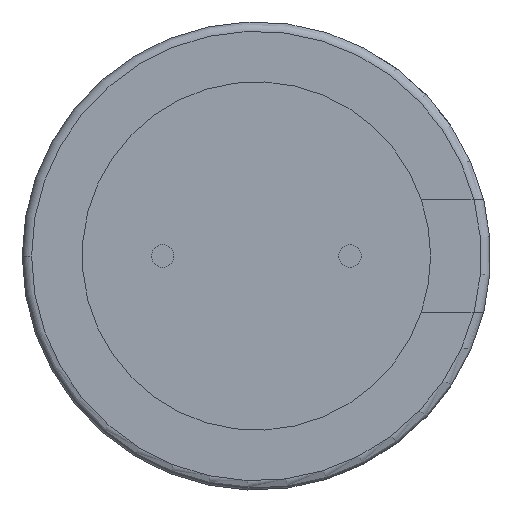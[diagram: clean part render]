
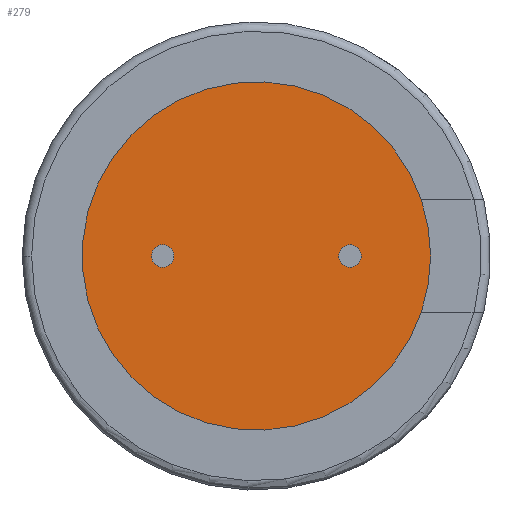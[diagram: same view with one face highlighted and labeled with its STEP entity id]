
A CAD part, front view. The second image highlights one B-rep face of the part: STEP entity #279.
In plain terms, the highlighted planar face has unit normal (0, -1, 0).
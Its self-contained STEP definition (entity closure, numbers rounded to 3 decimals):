
#5 = DIRECTION ( 'NONE',  ( 0., -1., 0. ) ) ;
#118 = AXIS2_PLACEMENT_3D ( 'NONE', #1195, #366, #213 ) ;
#213 = DIRECTION ( 'NONE',  ( 1., 0., 0. ) ) ;
#279 = ADVANCED_FACE ( 'NONE', ( #1341 ), #1677, .T. ) ;
#300 = CIRCLE ( 'NONE', #1701, 4.65 ) ;
#366 = DIRECTION ( 'NONE',  ( 0., -1., 0. ) ) ;
#453 = VERTEX_POINT ( 'NONE', #594 ) ;
#520 = ORIENTED_EDGE ( 'NONE', *, *, #2085, .T. ) ;
#522 = CARTESIAN_POINT ( 'NONE',  ( 0., 0.4, 0. ) ) ;
#594 = CARTESIAN_POINT ( 'NONE',  ( 4.401, 0.4, 1.5 ) ) ;
#666 = EDGE_LOOP ( 'NONE', ( #1075, #520 ) ) ;
#685 = DIRECTION ( 'NONE',  ( 1., 0., 0. ) ) ;
#703 = DIRECTION ( 'NONE',  ( 0., -1., 0. ) ) ;
#847 = DIRECTION ( 'NONE',  ( 1., 0., 0. ) ) ;
#1075 = ORIENTED_EDGE ( 'NONE', *, *, #1575, .T. ) ;
#1163 = VERTEX_POINT ( 'NONE', #1651 ) ;
#1195 = CARTESIAN_POINT ( 'NONE',  ( 0., 0.4, 0. ) ) ;
#1212 = CARTESIAN_POINT ( 'NONE',  ( 0., 0.4, 0. ) ) ;
#1238 = AXIS2_PLACEMENT_3D ( 'NONE', #522, #703, #847 ) ;
#1341 = FACE_OUTER_BOUND ( 'NONE', #666, .T. ) ;
#1520 = CIRCLE ( 'NONE', #118, 4.65 ) ;
#1575 = EDGE_CURVE ( 'NONE', #453, #1163, #1520, .T. ) ;
#1651 = CARTESIAN_POINT ( 'NONE',  ( 4.401, 0.4, -1.5 ) ) ;
#1677 = PLANE ( 'NONE',  #1238 ) ;
#1701 = AXIS2_PLACEMENT_3D ( 'NONE', #1212, #5, #685 ) ;
#2085 = EDGE_CURVE ( 'NONE', #1163, #453, #300, .T. ) ;
